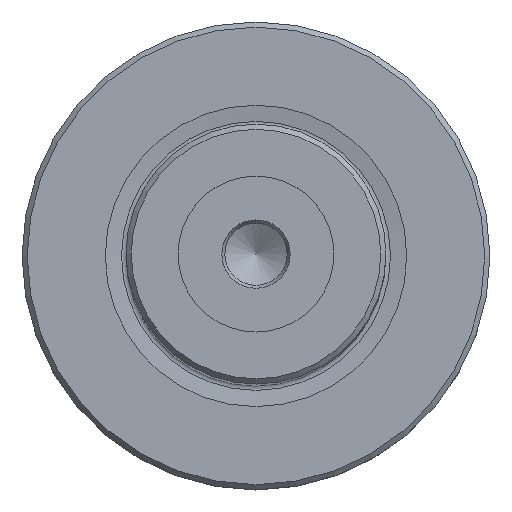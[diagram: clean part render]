
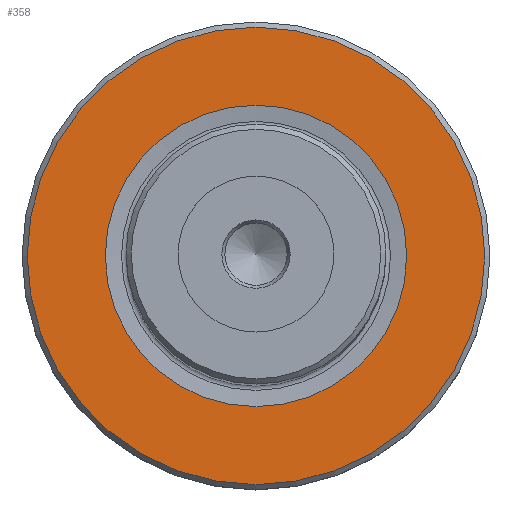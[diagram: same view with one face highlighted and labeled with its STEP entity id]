
A CAD part, top view. The second image highlights one B-rep face of the part: STEP entity #358.
In plain terms, the highlighted planar face has unit normal (0, 0, 1).
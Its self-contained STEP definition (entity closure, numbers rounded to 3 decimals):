
#225=PLANE('',#1552);
#358=ADVANCED_FACE('',(#522,#523),#225,.T.);
#438=CIRCLE('',#1549,14.493);
#439=CIRCLE('',#1551,22.);
#522=FACE_BOUND('',#661,.T.);
#523=FACE_BOUND('',#662,.T.);
#661=EDGE_LOOP('',(#1043));
#662=EDGE_LOOP('',(#1044));
#1043=ORIENTED_EDGE('',*,*,#1345,.T.);
#1044=ORIENTED_EDGE('',*,*,#1344,.F.);
#1180=VERTEX_POINT('',#15015);
#1181=VERTEX_POINT('',#15018);
#1344=EDGE_CURVE('',#1180,#1180,#438,.T.);
#1345=EDGE_CURVE('',#1181,#1181,#439,.T.);
#1549=AXIS2_PLACEMENT_3D('',#15014,#1832,#1833);
#1551=AXIS2_PLACEMENT_3D('',#15017,#1836,#1837);
#1552=AXIS2_PLACEMENT_3D('',#15019,#1838,#1839);
#1832=DIRECTION('',(0.,0.,1.));
#1833=DIRECTION('',(1.,0.,0.));
#1836=DIRECTION('',(0.,0.,1.));
#1837=DIRECTION('',(-1.,0.,0.));
#1838=DIRECTION('',(0.,0.,1.));
#1839=DIRECTION('',(1.,0.,0.));
#15014=CARTESIAN_POINT('',(0.,0.,25.));
#15015=CARTESIAN_POINT('',(14.493,0.,25.));
#15017=CARTESIAN_POINT('',(0.,0.,25.));
#15018=CARTESIAN_POINT('',(-22.,0.,25.));
#15019=CARTESIAN_POINT('',(0.,0.,25.));
